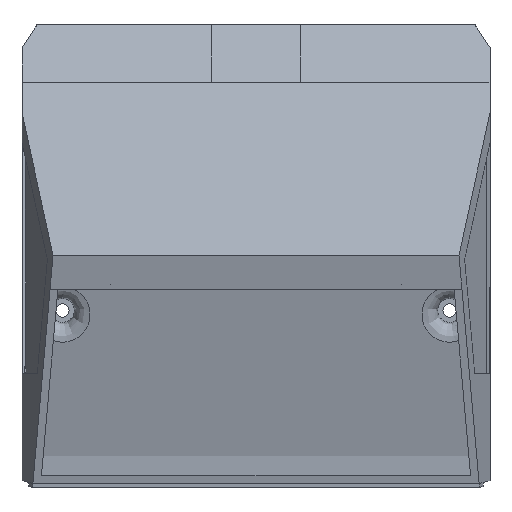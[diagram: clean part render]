
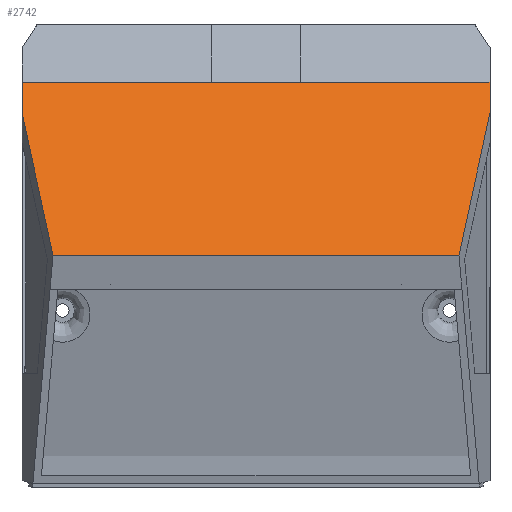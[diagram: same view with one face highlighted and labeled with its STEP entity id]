
A CAD part, left-side view. The second image highlights one B-rep face of the part: STEP entity #2742.
In plain terms, the highlighted planar face has unit normal (-0.841, 0, 0.541).
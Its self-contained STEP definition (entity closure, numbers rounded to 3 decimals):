
#224=FACE_OUTER_BOUND('',#377,.T.);
#377=EDGE_LOOP('',(#2473,#2474,#2475,#2476,#2477,#2478));
#531=LINE('',#3880,#879);
#573=LINE('',#4154,#921);
#669=LINE('',#4539,#1017);
#684=LINE('',#4565,#1032);
#725=LINE('',#4655,#1073);
#726=LINE('',#4657,#1074);
#879=VECTOR('',#3148,10.);
#921=VECTOR('',#3242,10.);
#1017=VECTOR('',#3440,10.);
#1032=VECTOR('',#3463,10.);
#1073=VECTOR('',#3562,10.);
#1074=VECTOR('',#3565,10.);
#1186=VERTEX_POINT('',#3877);
#1187=VERTEX_POINT('',#3879);
#1229=VERTEX_POINT('',#4153);
#1302=VERTEX_POINT('',#4536);
#1303=VERTEX_POINT('',#4538);
#1310=VERTEX_POINT('',#4563);
#1482=EDGE_CURVE('',#1186,#1187,#531,.T.);
#1541=EDGE_CURVE('',#1187,#1229,#573,.T.);
#1656=EDGE_CURVE('',#1303,#1302,#669,.T.);
#1671=EDGE_CURVE('',#1302,#1310,#684,.T.);
#1714=EDGE_CURVE('',#1310,#1229,#725,.T.);
#1715=EDGE_CURVE('',#1303,#1186,#726,.T.);
#2473=ORIENTED_EDGE('',*,*,#1714,.T.);
#2474=ORIENTED_EDGE('',*,*,#1541,.F.);
#2475=ORIENTED_EDGE('',*,*,#1482,.F.);
#2476=ORIENTED_EDGE('',*,*,#1715,.F.);
#2477=ORIENTED_EDGE('',*,*,#1656,.T.);
#2478=ORIENTED_EDGE('',*,*,#1671,.T.);
#2606=PLANE('',#2902);
#2742=ADVANCED_FACE('',(#224),#2606,.T.);
#2902=AXIS2_PLACEMENT_3D('',#4656,#3563,#3564);
#3148=DIRECTION('',(-0.541,0.,-0.841));
#3242=DIRECTION('',(-0.532,0.18,-0.827));
#3440=DIRECTION('',(-0.541,0.,-0.841));
#3463=DIRECTION('',(-0.532,-0.18,-0.827));
#3562=DIRECTION('',(0.,-1.,0.));
#3563=DIRECTION('center_axis',(-0.841,0.,0.541));
#3564=DIRECTION('ref_axis',(-0.541,0.,-0.841));
#3565=DIRECTION('',(0.,-1.,0.));
#3877=CARTESIAN_POINT('',(-3.73,-29.023,9.158));
#3879=CARTESIAN_POINT('',(-6.231,-29.023,5.272));
#3880=CARTESIAN_POINT('',(-7.157,-29.023,3.833));
#4153=CARTESIAN_POINT('',(-17.962,-25.067,-12.958));
#4154=CARTESIAN_POINT('',(-6.872,-28.807,4.275));
#4536=CARTESIAN_POINT('',(-6.231,30.643,5.272));
#4538=CARTESIAN_POINT('',(-3.73,30.643,9.158));
#4539=CARTESIAN_POINT('',(-7.157,30.643,3.833));
#4563=CARTESIAN_POINT('',(-17.962,26.687,-12.958));
#4565=CARTESIAN_POINT('',(-6.872,30.427,4.275));
#4655=CARTESIAN_POINT('',(-17.962,6.495,-12.958));
#4656=CARTESIAN_POINT('Origin',(-3.73,6.495,9.158));
#4657=CARTESIAN_POINT('',(-3.73,6.495,9.158));
